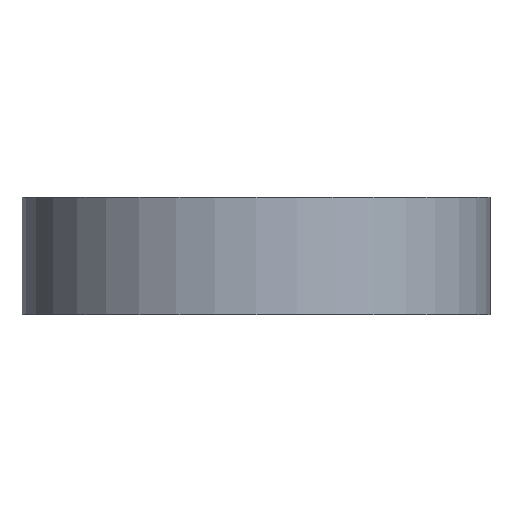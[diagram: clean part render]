
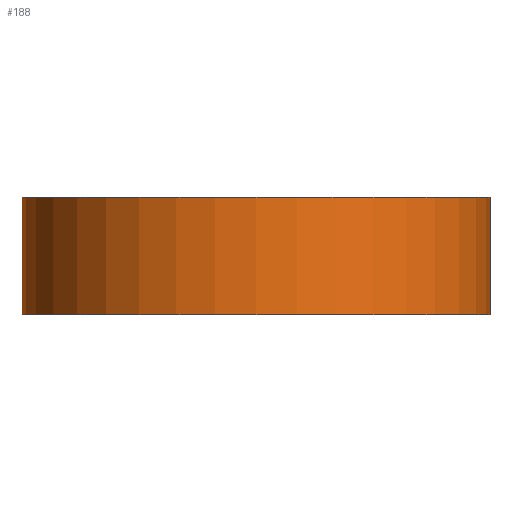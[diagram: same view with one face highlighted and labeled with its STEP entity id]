
A CAD part, front view. The second image highlights one B-rep face of the part: STEP entity #188.
In plain terms, the highlighted cylindrical face has radius 6.35 mm (diameter 12.7 mm), a partial arc.
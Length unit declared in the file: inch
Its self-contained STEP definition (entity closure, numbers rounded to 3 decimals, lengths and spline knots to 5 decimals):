
#3 = DIRECTION ( 'NONE',  ( 1., 0., 0. ) ) ;
#5 = LINE ( 'NONE', #121, #15 ) ;
#13 = ORIENTED_EDGE ( 'NONE', *, *, #96, .T. ) ;
#15 = VECTOR ( 'NONE', #78, 39.37008 ) ;
#19 = AXIS2_PLACEMENT_3D ( 'NONE', #199, #122, #183 ) ;
#31 = EDGE_CURVE ( 'NONE', #102, #173, #47, .T. ) ;
#34 = VERTEX_POINT ( 'NONE', #56 ) ;
#38 = CARTESIAN_POINT ( 'NONE',  ( -0.25, 0., 0.125 ) ) ;
#40 = CIRCLE ( 'NONE', #19, 0.25 ) ;
#47 = CIRCLE ( 'NONE', #76, 0.25 ) ;
#56 = CARTESIAN_POINT ( 'NONE',  ( 0.25, 0., 0.125 ) ) ;
#57 = CARTESIAN_POINT ( 'NONE',  ( -0.25, 0., 0.125 ) ) ;
#68 = VERTEX_POINT ( 'NONE', #38 ) ;
#76 = AXIS2_PLACEMENT_3D ( 'NONE', #133, #154, #3 ) ;
#77 = DIRECTION ( 'NONE',  ( 0., 0., -1. ) ) ;
#78 = DIRECTION ( 'NONE',  ( 0., 0., -1. ) ) ;
#86 = EDGE_LOOP ( 'NONE', ( #105, #128, #13, #202 ) ) ;
#91 = LINE ( 'NONE', #57, #125 ) ;
#92 = AXIS2_PLACEMENT_3D ( 'NONE', #170, #77, #140 ) ;
#96 = EDGE_CURVE ( 'NONE', #68, #102, #91, .T. ) ;
#102 = VERTEX_POINT ( 'NONE', #152 ) ;
#105 = ORIENTED_EDGE ( 'NONE', *, *, #165, .F. ) ;
#109 = DIRECTION ( 'NONE',  ( 0., 0., -1. ) ) ;
#121 = CARTESIAN_POINT ( 'NONE',  ( 0.25, 0., 0.125 ) ) ;
#122 = DIRECTION ( 'NONE',  ( 0., 0., 1. ) ) ;
#125 = VECTOR ( 'NONE', #109, 39.37008 ) ;
#128 = ORIENTED_EDGE ( 'NONE', *, *, #176, .F. ) ;
#133 = CARTESIAN_POINT ( 'NONE',  ( 0., 0., 0. ) ) ;
#139 = FACE_OUTER_BOUND ( 'NONE', #86, .T. ) ;
#140 = DIRECTION ( 'NONE',  ( -1., 0., 0. ) ) ;
#152 = CARTESIAN_POINT ( 'NONE',  ( -0.25, 0., 0. ) ) ;
#154 = DIRECTION ( 'NONE',  ( 0., 0., 1. ) ) ;
#165 = EDGE_CURVE ( 'NONE', #34, #173, #5, .T. ) ;
#170 = CARTESIAN_POINT ( 'NONE',  ( 0., 0., 0.125 ) ) ;
#173 = VERTEX_POINT ( 'NONE', #187 ) ;
#176 = EDGE_CURVE ( 'NONE', #68, #34, #40, .T. ) ;
#183 = DIRECTION ( 'NONE',  ( 1., 0., 0. ) ) ;
#184 = CYLINDRICAL_SURFACE ( 'NONE', #92, 0.25 ) ;
#187 = CARTESIAN_POINT ( 'NONE',  ( 0.25, 0., 0. ) ) ;
#188 = ADVANCED_FACE ( 'NONE', ( #139 ), #184, .T. ) ;
#199 = CARTESIAN_POINT ( 'NONE',  ( 0., 0., 0.125 ) ) ;
#202 = ORIENTED_EDGE ( 'NONE', *, *, #31, .T. ) ;
